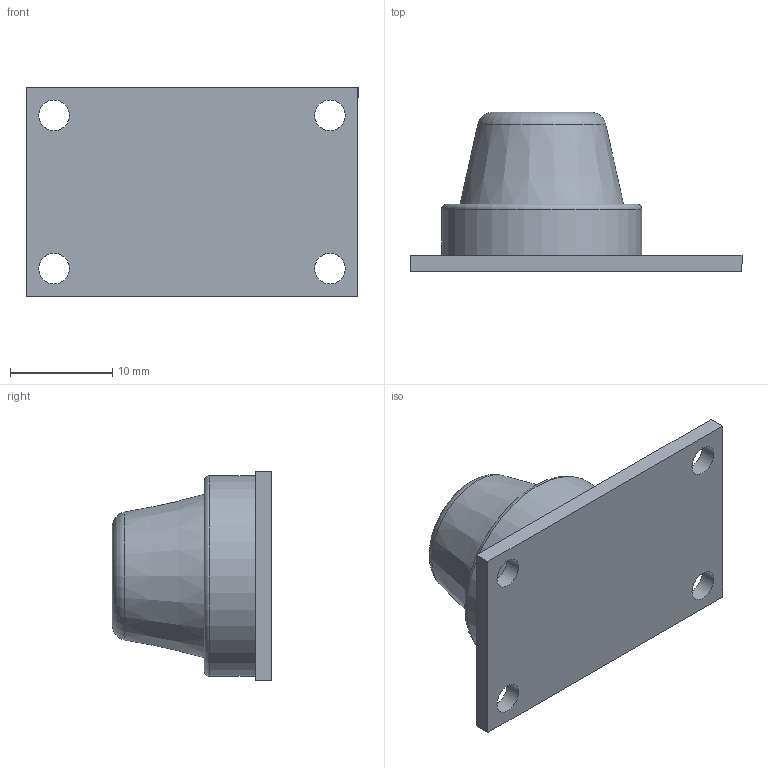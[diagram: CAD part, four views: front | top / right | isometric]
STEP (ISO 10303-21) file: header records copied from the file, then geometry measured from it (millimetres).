
FILE_DESCRIPTION(/* description */ (''),/* implementation_level */ '2;1');
FILE_NAME(/* name */ 'MQ135.step',/* time_stamp */ '2020-12-22T11:54:20+01:00',/* author */ (''),/* organization */ (''),/* preprocessor_version */ 'ST-DEVELOPER v18.1',/* originating_system */ 'Autodesk Translation Framework v9.7.1.1290',/* authorisation */ '');
FILE_SCHEMA (('AUTOMOTIVE_DESIGN { 1 0 10303 214 3 1 1 }'));
Length unit declared in the file: millimetre
Products named in the file (2): Sensor&Light box; MQ-135
Assembly tree (1 placements, depth 2):
  Sensor&Light box
    MQ-135
Bounding box: 32.5 x 15.6 x 20.5 mm (x, y, z)
Volume: 3910.6 mm3; surface area: 2103 mm2
Topology: 1 solids, 1 shells, 16 faces, 36 edges, 24 vertices
Faces by surface type: plane 8, cylinder 5, torus 2, cone 1
Full cylindrical faces by diameter (mm): 3 x4, 19.6 x1
Entity records: 561 total; most frequent: DIRECTION 92, CARTESIAN_POINT 79, ORIENTED_EDGE 72, AXIS2_PLACEMENT_3D 37, EDGE_CURVE 36, EDGE_LOOP 26, VERTEX_POINT 24, LINE 18
